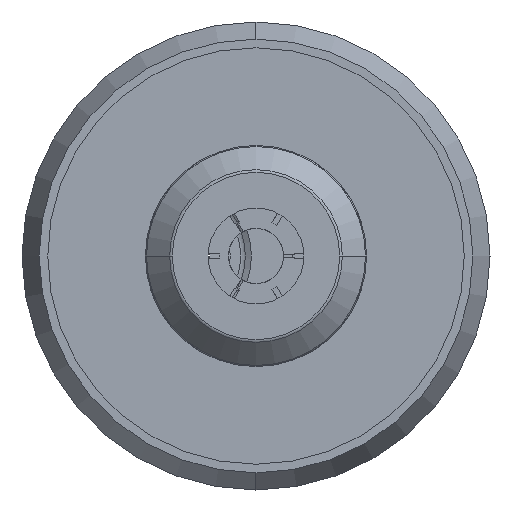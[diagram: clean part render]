
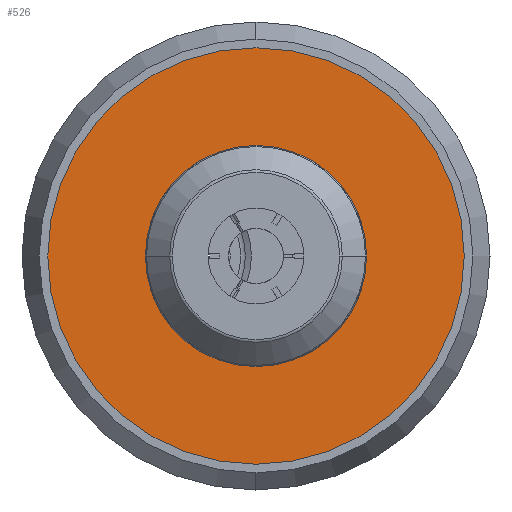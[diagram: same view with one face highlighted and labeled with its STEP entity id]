
A CAD part, left-side view. The second image highlights one B-rep face of the part: STEP entity #526.
In plain terms, the highlighted planar face has unit normal (-1, 0, 0).
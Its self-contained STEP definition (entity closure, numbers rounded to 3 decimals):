
#492 = EDGE_CURVE ( 'NONE', #537, #538, #3157, .T. ) ;
#494 = VERTEX_POINT ( 'NONE', #3126 ) ;
#504 = ORIENTED_EDGE ( 'NONE', *, *, #492, .T. ) ;
#506 = EDGE_CURVE ( 'NONE', #538, #537, #3122, .T. ) ;
#508 = EDGE_LOOP ( 'NONE', ( #528, #504 ) ) ;
#526 = ADVANCED_FACE ( 'NONE', ( #3220, #3115 ), #3246, .T. ) ;
#527 = EDGE_CURVE ( 'NONE', #494, #530, #3107, .T. ) ;
#528 = ORIENTED_EDGE ( 'NONE', *, *, #506, .T. ) ;
#530 = VERTEX_POINT ( 'NONE', #3110 ) ;
#535 = EDGE_LOOP ( 'NONE', ( #546, #547 ) ) ;
#537 = VERTEX_POINT ( 'NONE', #3204 ) ;
#538 = VERTEX_POINT ( 'NONE', #3186 ) ;
#546 = ORIENTED_EDGE ( 'NONE', *, *, #548, .F. ) ;
#547 = ORIENTED_EDGE ( 'NONE', *, *, #527, .F. ) ;
#548 = EDGE_CURVE ( 'NONE', #530, #494, #3133, .T. ) ;
#3099 = DIRECTION ( 'NONE',  ( 0., -1., 0. ) ) ;
#3100 = DIRECTION ( 'NONE',  ( -1., 0., 0. ) ) ;
#3101 = AXIS2_PLACEMENT_3D ( 'NONE', #3141, #3100, #3099 ) ;
#3105 = DIRECTION ( 'NONE',  ( 0., -1., 0. ) ) ;
#3106 = DIRECTION ( 'NONE',  ( -1., 0., 0. ) ) ;
#3107 = CIRCLE ( 'NONE', #3193, 5.3 ) ;
#3109 = AXIS2_PLACEMENT_3D ( 'NONE', #3252, #3106, #3105 ) ;
#3110 = CARTESIAN_POINT ( 'NONE',  ( -75.625, 14.719, 36.476 ) ) ;
#3115 = FACE_BOUND ( 'NONE', #535, .T. ) ;
#3122 = CIRCLE ( 'NONE', #3162, 11.3 ) ;
#3126 = CARTESIAN_POINT ( 'NONE',  ( -75.625, 4.119, 36.476 ) ) ;
#3133 = CIRCLE ( 'NONE', #3179, 5.3 ) ;
#3141 = CARTESIAN_POINT ( 'NONE',  ( -75.625, 9.419, 36.476 ) ) ;
#3157 = CIRCLE ( 'NONE', #3101, 11.3 ) ;
#3160 = DIRECTION ( 'NONE',  ( -1., 0., 0. ) ) ;
#3161 = CARTESIAN_POINT ( 'NONE',  ( -75.625, 9.419, 36.476 ) ) ;
#3162 = AXIS2_PLACEMENT_3D ( 'NONE', #3161, #3160, #3229 ) ;
#3174 = DIRECTION ( 'NONE',  ( 0., -1., 0. ) ) ;
#3175 = DIRECTION ( 'NONE',  ( -1., 0., 0. ) ) ;
#3179 = AXIS2_PLACEMENT_3D ( 'NONE', #3200, #3175, #3174 ) ;
#3186 = CARTESIAN_POINT ( 'NONE',  ( -75.625, 20.719, 36.476 ) ) ;
#3190 = DIRECTION ( 'NONE',  ( 0., -1., 0. ) ) ;
#3191 = DIRECTION ( 'NONE',  ( -1., 0., 0. ) ) ;
#3192 = CARTESIAN_POINT ( 'NONE',  ( -75.625, 9.419, 36.476 ) ) ;
#3193 = AXIS2_PLACEMENT_3D ( 'NONE', #3192, #3191, #3190 ) ;
#3200 = CARTESIAN_POINT ( 'NONE',  ( -75.625, 9.419, 36.476 ) ) ;
#3204 = CARTESIAN_POINT ( 'NONE',  ( -75.625, -1.881, 36.476 ) ) ;
#3220 = FACE_OUTER_BOUND ( 'NONE', #508, .T. ) ;
#3229 = DIRECTION ( 'NONE',  ( 0., -1., 0. ) ) ;
#3246 = PLANE ( 'NONE',  #3109 ) ;
#3252 = CARTESIAN_POINT ( 'NONE',  ( -75.625, 9.419, 36.476 ) ) ;
